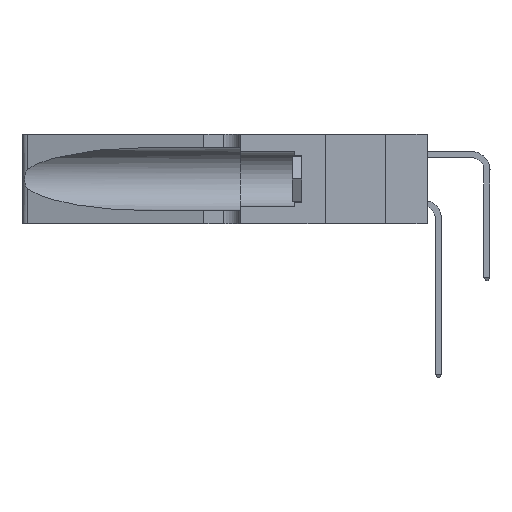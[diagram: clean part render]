
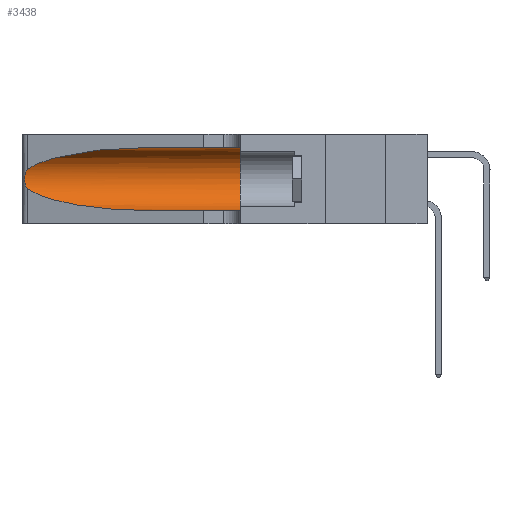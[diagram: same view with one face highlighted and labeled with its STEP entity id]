
A CAD part, left-side view. The second image highlights one B-rep face of the part: STEP entity #3438.
In plain terms, the highlighted cylindrical face has radius 3.308 mm (diameter 6.617 mm), a partial arc.
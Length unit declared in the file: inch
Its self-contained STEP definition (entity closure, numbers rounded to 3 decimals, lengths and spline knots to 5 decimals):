
#113 = EDGE_CURVE ( 'NONE', #17161, #3778, #4555, .T. ) ;
#433 = EDGE_CURVE ( 'NONE', #17161, #3613, #28407, .T. ) ;
#881 = CARTESIAN_POINT ( 'NONE',  ( 0.1305, 1.61858, 0.31525 ) ) ;
#1607 = ORIENTED_EDGE ( 'NONE', *, *, #15023, .F. ) ;
#1731 = DIRECTION ( 'NONE',  ( 0., 0., 1. ) ) ;
#1939 = EDGE_LOOP ( 'NONE', ( #13774, #6535, #30595, #29098, #1607, #11046 ) ) ;
#3438 = ADVANCED_FACE ( 'NONE', ( #7131 ), #26967, .F. ) ;
#3594 = CARTESIAN_POINT ( 'NONE',  ( 0.25487, 1.22718, 0.22369 ) ) ;
#3613 = VERTEX_POINT ( 'NONE', #10059 ) ;
#3683 = CARTESIAN_POINT ( 'NONE',  ( 0.25555, 1.22993, 0.14849 ) ) ;
#3778 = VERTEX_POINT ( 'NONE', #22162 ) ;
#4221 = CARTESIAN_POINT ( 'NONE',  ( 0.1305, 0.35, 0.185 ) ) ;
#4414 = CARTESIAN_POINT ( 'NONE',  ( 0.2373, 1.15595, 0.08982 ) ) ;
#4514 = DIRECTION ( 'NONE',  ( 0., 0., -1. ) ) ;
#4555 = LINE ( 'NONE', #881, #30108 ) ;
#6219 = CARTESIAN_POINT ( 'NONE',  ( 0.18966, 0.96281, 0.31525 ) ) ;
#6535 = ORIENTED_EDGE ( 'NONE', *, *, #24684, .T. ) ;
#6628 = CARTESIAN_POINT ( 'NONE',  ( 0.26075, 1.23896, 0.19203 ) ) ;
#6962 = DIRECTION ( 'NONE',  ( 0., 1., 0. ) ) ;
#7066 = CARTESIAN_POINT ( 'NONE',  ( 0.1305, 0.72297, 0.31525 ) ) ;
#7131 = FACE_OUTER_BOUND ( 'NONE', #1939, .T. ) ;
#9038 = CARTESIAN_POINT ( 'NONE',  ( 0.26075, 1.23896, 0.178 ) ) ;
#10059 = CARTESIAN_POINT ( 'NONE',  ( 0.25487, 1.22718, 0.22369 ) ) ;
#10328 = VECTOR ( 'NONE', #20465, 39.37008 ) ;
#11046 = ORIENTED_EDGE ( 'NONE', *, *, #113, .F. ) ;
#11105 = LINE ( 'NONE', #27523, #10328 ) ;
#12095 = AXIS2_PLACEMENT_3D ( 'NONE', #13881, #30869, #4514 ) ;
#13663 = CIRCLE ( 'NONE', #29776, 0.13025 ) ;
#13774 = ORIENTED_EDGE ( 'NONE', *, *, #433, .T. ) ;
#13881 = CARTESIAN_POINT ( 'NONE',  ( 0.1305, 1.61858, 0.185 ) ) ;
#14150 = EDGE_CURVE ( 'NONE', #24549, #29435, #11105, .T. ) ;
#14184 = CARTESIAN_POINT ( 'NONE',  ( 0.1305, 0.35, 0.05475 ) ) ;
#14735 = CARTESIAN_POINT ( 'NONE',  ( 0.25639, 1.23186, 0.15144 ) ) ;
#15023 = EDGE_CURVE ( 'NONE', #3778, #29435, #13663, .T. ) ;
#15406 = B_SPLINE_CURVE_WITH_KNOTS ( 'NONE', 3,
 ( #25891, #25989, #30963, #16595, #28279, #16404, #6628, #9038, #17380, #30281, #23926, #14735, #3683, #22852 ),
 .UNSPECIFIED., .F., .F.,
 ( 4, 2, 2, 2, 2, 2, 4 ),
 ( 0., 0.00027, 0.00053, 0.00107, 0.0016, 0.00187, 0.00214 ),
 .UNSPECIFIED. ) ;
#15583 = CARTESIAN_POINT ( 'NONE',  ( 0.2373, 1.15595, 0.28018 ) ) ;
#15674 = VERTEX_POINT ( 'NONE', #29808 ) ;
#16404 = CARTESIAN_POINT ( 'NONE',  ( 0.26018, 1.23835, 0.19895 ) ) ;
#16595 = CARTESIAN_POINT ( 'NONE',  ( 0.25787, 1.23484, 0.2124 ) ) ;
#16819 = CARTESIAN_POINT ( 'NONE',  ( 0.25487, 1.22718, 0.14631 ) ) ;
#17161 = VERTEX_POINT ( 'NONE', #7066 ) ;
#17380 = CARTESIAN_POINT ( 'NONE',  ( 0.26017, 1.23833, 0.17102 ) ) ;
#18801 = CARTESIAN_POINT ( 'NONE',  ( 0.18966, 0.96281, 0.05475 ) ) ;
#20465 = DIRECTION ( 'NONE',  ( 0., -1., 0. ) ) ;
#20621 = CARTESIAN_POINT ( 'NONE',  ( 0.1305, 0.72297, 0.31525 ) ) ;
#22162 = CARTESIAN_POINT ( 'NONE',  ( 0.1305, 0.35, 0.31525 ) ) ;
#22852 = CARTESIAN_POINT ( 'NONE',  ( 0.25487, 1.22718, 0.14631 ) ) ;
#22860 = CARTESIAN_POINT ( 'NONE',  ( 0.1305, 0.72297, 0.05475 ) ) ;
#23606 = CARTESIAN_POINT ( 'NONE',  ( 0.1305, 0.72297, 0.05475 ) ) ;
#23926 = CARTESIAN_POINT ( 'NONE',  ( 0.25789, 1.23486, 0.15765 ) ) ;
#24549 = VERTEX_POINT ( 'NONE', #22860 ) ;
#24684 = EDGE_CURVE ( 'NONE', #3613, #15674, #15406, .T. ) ;
#25891 = CARTESIAN_POINT ( 'NONE',  ( 0.25487, 1.22718, 0.22369 ) ) ;
#25989 = CARTESIAN_POINT ( 'NONE',  ( 0.25555, 1.22994, 0.2215 ) ) ;
#26103 =( BOUNDED_CURVE ( )  B_SPLINE_CURVE ( 3, ( #16819, #4414, #18801, #23606 ),
 .UNSPECIFIED., .F., .F. ) 
 B_SPLINE_CURVE_WITH_KNOTS ( ( 4, 4 ),
 ( 3.44316, 4.71239 ),
 .UNSPECIFIED. ) 
 CURVE ( )  GEOMETRIC_REPRESENTATION_ITEM ( )  RATIONAL_B_SPLINE_CURVE ( ( 1., 0.87, 0.87, 1. ) ) 
 REPRESENTATION_ITEM ( '' )  );
#26765 = EDGE_CURVE ( 'NONE', #15674, #24549, #26103, .T. ) ;
#26950 = DIRECTION ( 'NONE',  ( 0., -1., 0. ) ) ;
#26967 = CYLINDRICAL_SURFACE ( 'NONE', #12095, 0.13025 ) ;
#27523 = CARTESIAN_POINT ( 'NONE',  ( 0.1305, 1.61858, 0.05475 ) ) ;
#28279 = CARTESIAN_POINT ( 'NONE',  ( 0.25854, 1.2359, 0.20912 ) ) ;
#28407 =( BOUNDED_CURVE ( )  B_SPLINE_CURVE ( 3, ( #20621, #6219, #15583, #3594 ),
 .UNSPECIFIED., .F., .F. ) 
 B_SPLINE_CURVE_WITH_KNOTS ( ( 4, 4 ),
 ( 1.5708, 2.84003 ),
 .UNSPECIFIED. ) 
 CURVE ( )  GEOMETRIC_REPRESENTATION_ITEM ( )  RATIONAL_B_SPLINE_CURVE ( ( 1., 0.87, 0.87, 1. ) ) 
 REPRESENTATION_ITEM ( '' )  );
#29098 = ORIENTED_EDGE ( 'NONE', *, *, #14150, .T. ) ;
#29435 = VERTEX_POINT ( 'NONE', #14184 ) ;
#29776 = AXIS2_PLACEMENT_3D ( 'NONE', #4221, #6962, #1731 ) ;
#29808 = CARTESIAN_POINT ( 'NONE',  ( 0.25487, 1.22718, 0.14631 ) ) ;
#30108 = VECTOR ( 'NONE', #26950, 39.37008 ) ;
#30281 = CARTESIAN_POINT ( 'NONE',  ( 0.25856, 1.23593, 0.16098 ) ) ;
#30595 = ORIENTED_EDGE ( 'NONE', *, *, #26765, .T. ) ;
#30869 = DIRECTION ( 'NONE',  ( 0., -1., 0. ) ) ;
#30963 = CARTESIAN_POINT ( 'NONE',  ( 0.25639, 1.23184, 0.21858 ) ) ;
